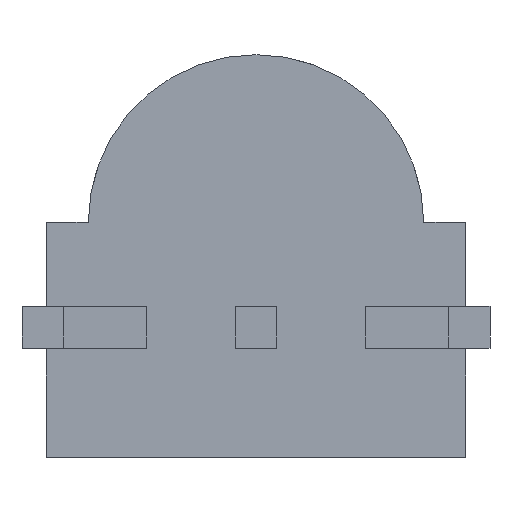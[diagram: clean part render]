
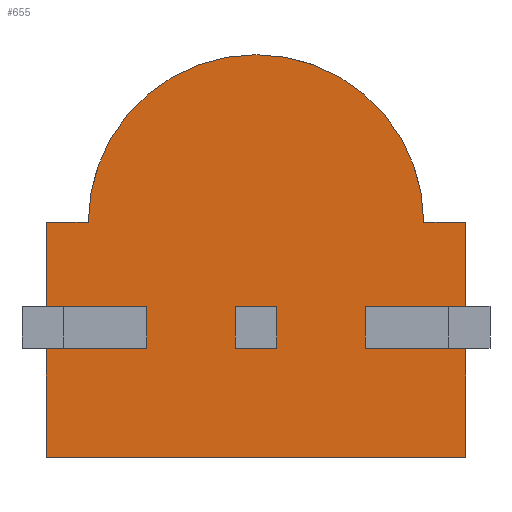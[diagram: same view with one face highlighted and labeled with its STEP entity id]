
A CAD part, front view. The second image highlights one B-rep face of the part: STEP entity #655.
In plain terms, the highlighted planar face has unit normal (0, -1, 0).
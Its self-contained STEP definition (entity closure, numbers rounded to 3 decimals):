
#21=FACE_BOUND('',#121,.T.);
#22=FACE_BOUND('',#122,.T.);
#23=FACE_BOUND('',#123,.T.);
#31=CIRCLE('',#706,2.);
#87=FACE_OUTER_BOUND('',#120,.T.);
#120=EDGE_LOOP('',(#556,#557,#558,#559,#560,#561));
#121=EDGE_LOOP('',(#562,#563,#564,#565));
#122=EDGE_LOOP('',(#566,#567,#568,#569));
#123=EDGE_LOOP('',(#570,#571,#572,#573));
#145=LINE('',#925,#222);
#162=LINE('',#960,#239);
#171=LINE('',#979,#248);
#176=LINE('',#989,#253);
#178=LINE('',#994,#255);
#181=LINE('',#998,#258);
#182=LINE('',#1000,#259);
#183=LINE('',#1002,#260);
#184=LINE('',#1005,#261);
#187=LINE('',#1010,#264);
#188=LINE('',#1012,#265);
#189=LINE('',#1014,#266);
#192=LINE('',#1032,#269);
#196=LINE('',#1043,#273);
#197=LINE('',#1047,#274);
#198=LINE('',#1048,#275);
#199=LINE('',#1049,#276);
#222=VECTOR('',#750,10.);
#239=VECTOR('',#777,10.);
#248=VECTOR('',#792,10.);
#253=VECTOR('',#801,10.);
#255=VECTOR('',#805,10.);
#258=VECTOR('',#810,10.);
#259=VECTOR('',#813,10.);
#260=VECTOR('',#816,10.);
#261=VECTOR('',#819,10.);
#264=VECTOR('',#824,10.);
#265=VECTOR('',#827,10.);
#266=VECTOR('',#830,10.);
#269=VECTOR('',#849,10.);
#273=VECTOR('',#857,10.);
#274=VECTOR('',#860,10.);
#275=VECTOR('',#861,10.);
#276=VECTOR('',#862,10.);
#295=VERTEX_POINT('',#922);
#296=VERTEX_POINT('',#924);
#308=VERTEX_POINT('',#957);
#309=VERTEX_POINT('',#959);
#315=VERTEX_POINT('',#976);
#316=VERTEX_POINT('',#978);
#318=VERTEX_POINT('',#986);
#319=VERTEX_POINT('',#988);
#320=VERTEX_POINT('',#992);
#321=VERTEX_POINT('',#993);
#322=VERTEX_POINT('',#1004);
#323=VERTEX_POINT('',#1008);
#328=VERTEX_POINT('',#1025);
#329=VERTEX_POINT('',#1027);
#330=VERTEX_POINT('',#1031);
#335=VERTEX_POINT('',#1041);
#336=VERTEX_POINT('',#1045);
#337=VERTEX_POINT('',#1046);
#357=EDGE_CURVE('',#296,#295,#145,.T.);
#374=EDGE_CURVE('',#309,#308,#162,.T.);
#383=EDGE_CURVE('',#316,#315,#171,.T.);
#388=EDGE_CURVE('',#319,#318,#176,.T.);
#390=EDGE_CURVE('',#320,#321,#178,.T.);
#393=EDGE_CURVE('',#315,#309,#181,.T.);
#394=EDGE_CURVE('',#295,#319,#182,.T.);
#395=EDGE_CURVE('',#318,#296,#183,.T.);
#396=EDGE_CURVE('',#322,#320,#184,.T.);
#399=EDGE_CURVE('',#321,#323,#187,.T.);
#400=EDGE_CURVE('',#323,#322,#188,.T.);
#401=EDGE_CURVE('',#308,#316,#189,.T.);
#408=EDGE_CURVE('',#329,#328,#31,.T.);
#409=EDGE_CURVE('',#328,#330,#192,.T.);
#415=EDGE_CURVE('',#335,#329,#196,.T.);
#416=EDGE_CURVE('',#336,#337,#197,.T.);
#417=EDGE_CURVE('',#336,#330,#198,.T.);
#418=EDGE_CURVE('',#337,#335,#199,.T.);
#556=ORIENTED_EDGE('',*,*,#416,.F.);
#557=ORIENTED_EDGE('',*,*,#417,.T.);
#558=ORIENTED_EDGE('',*,*,#409,.F.);
#559=ORIENTED_EDGE('',*,*,#408,.F.);
#560=ORIENTED_EDGE('',*,*,#415,.F.);
#561=ORIENTED_EDGE('',*,*,#418,.F.);
#562=ORIENTED_EDGE('',*,*,#393,.T.);
#563=ORIENTED_EDGE('',*,*,#374,.T.);
#564=ORIENTED_EDGE('',*,*,#401,.T.);
#565=ORIENTED_EDGE('',*,*,#383,.T.);
#566=ORIENTED_EDGE('',*,*,#394,.T.);
#567=ORIENTED_EDGE('',*,*,#388,.T.);
#568=ORIENTED_EDGE('',*,*,#395,.T.);
#569=ORIENTED_EDGE('',*,*,#357,.T.);
#570=ORIENTED_EDGE('',*,*,#390,.T.);
#571=ORIENTED_EDGE('',*,*,#399,.T.);
#572=ORIENTED_EDGE('',*,*,#400,.T.);
#573=ORIENTED_EDGE('',*,*,#396,.T.);
#624=PLANE('',#710);
#655=ADVANCED_FACE('',(#87,#21,#22,#23),#624,.T.);
#706=AXIS2_PLACEMENT_3D('',#1029,#845,#846);
#710=AXIS2_PLACEMENT_3D('',#1044,#858,#859);
#750=DIRECTION('',(-1.,0.,0.));
#777=DIRECTION('',(1.,0.,0.));
#792=DIRECTION('',(-1.,0.,0.));
#801=DIRECTION('',(1.,0.,0.));
#805=DIRECTION('',(-1.,0.,0.));
#810=DIRECTION('',(0.,0.,1.));
#813=DIRECTION('',(0.,0.,1.));
#816=DIRECTION('',(0.,0.,-1.));
#819=DIRECTION('',(0.,0.,-1.));
#824=DIRECTION('',(0.,0.,1.));
#827=DIRECTION('',(1.,0.,0.));
#830=DIRECTION('',(0.,0.,-1.));
#845=DIRECTION('center_axis',(0.,1.,0.));
#846=DIRECTION('ref_axis',(1.,0.,0.));
#849=DIRECTION('',(1.,0.,0.));
#857=DIRECTION('',(1.,0.,0.));
#858=DIRECTION('center_axis',(0.,-1.,0.));
#859=DIRECTION('ref_axis',(1.,0.,0.));
#860=DIRECTION('',(-1.,0.,0.));
#861=DIRECTION('',(0.,0.,1.));
#862=DIRECTION('',(0.,0.,1.));
#922=CARTESIAN_POINT('',(1.3,1.25,-0.5));
#924=CARTESIAN_POINT('',(1.8,1.25,-0.5));
#925=CARTESIAN_POINT('',(1.8,1.25,-0.5));
#957=CARTESIAN_POINT('',(-1.3,1.25,0.));
#959=CARTESIAN_POINT('',(-1.8,1.25,0.));
#960=CARTESIAN_POINT('',(-2.025,1.25,0.));
#976=CARTESIAN_POINT('',(-1.8,1.25,-0.5));
#978=CARTESIAN_POINT('',(-1.3,1.25,-0.5));
#979=CARTESIAN_POINT('',(-1.8,1.25,-0.5));
#986=CARTESIAN_POINT('',(1.8,1.25,0.));
#988=CARTESIAN_POINT('',(1.3,1.25,0.));
#989=CARTESIAN_POINT('',(-0.475,1.25,0.));
#992=CARTESIAN_POINT('',(0.25,1.25,-0.5));
#993=CARTESIAN_POINT('',(-0.25,1.25,-0.5));
#994=CARTESIAN_POINT('',(0.,1.25,-0.5));
#998=CARTESIAN_POINT('',(-1.8,1.25,-1.8));
#1000=CARTESIAN_POINT('',(1.3,1.25,-1.8));
#1002=CARTESIAN_POINT('',(1.8,1.25,-1.8));
#1004=CARTESIAN_POINT('',(0.25,1.25,0.));
#1005=CARTESIAN_POINT('',(0.25,1.25,-1.8));
#1008=CARTESIAN_POINT('',(-0.25,1.25,0.));
#1010=CARTESIAN_POINT('',(-0.25,1.25,-1.8));
#1012=CARTESIAN_POINT('',(-1.25,1.25,0.));
#1014=CARTESIAN_POINT('',(-1.3,1.25,-1.8));
#1025=CARTESIAN_POINT('',(2.,1.25,1.));
#1027=CARTESIAN_POINT('',(-2.,1.25,1.));
#1029=CARTESIAN_POINT('Origin',(0.,1.25,1.));
#1031=CARTESIAN_POINT('',(2.5,1.25,1.));
#1032=CARTESIAN_POINT('',(2.5,1.25,1.));
#1041=CARTESIAN_POINT('',(-2.5,1.25,1.));
#1043=CARTESIAN_POINT('',(2.5,1.25,1.));
#1044=CARTESIAN_POINT('Origin',(-2.5,1.25,-1.8));
#1045=CARTESIAN_POINT('',(2.5,1.25,-1.8));
#1046=CARTESIAN_POINT('',(-2.5,1.25,-1.8));
#1047=CARTESIAN_POINT('',(2.5,1.25,-1.8));
#1048=CARTESIAN_POINT('',(2.5,1.25,-1.8));
#1049=CARTESIAN_POINT('',(-2.5,1.25,-1.8));
